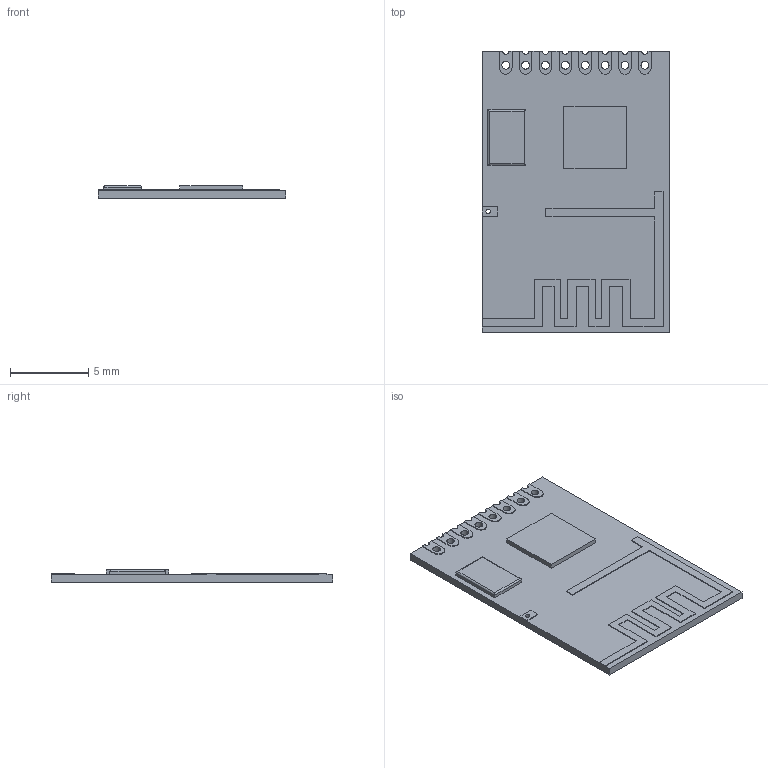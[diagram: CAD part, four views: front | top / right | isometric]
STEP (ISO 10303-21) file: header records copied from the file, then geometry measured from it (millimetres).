
FILE_DESCRIPTION (( 'STEP AP214' ), '1' );
FILE_NAME ('614A063A-11D3-4BC4-B840-66CCFDA0B9BD.STEP', '2023-09-15T01:57:01', ( '' ), ( '' ), 'SwSTEP 2.0', 'SolidWorks 2022', '' );
FILE_SCHEMA (( 'AUTOMOTIVE_DESIGN' ));
Length unit declared in the file: millimetre
Products named in the file (1): 614A063A-11D3-4BC4-B840-66CCFDA0B9BD
Bounding box: 12 x 18 x 0.8 mm (x, y, z)
Volume: 115.7 mm3; surface area: 480.1 mm2
Topology: 1 solids, 1 shells, 124 faces, 356 edges, 236 vertices
Faces by surface type: plane 86, cylinder 38
Entity records: 4392 total; most frequent: CARTESIAN_POINT 729, ORIENTED_EDGE 712, DIRECTION 670, EDGE_CURVE 356, VECTOR 284, LINE 284, VERTEX_POINT 236, AXIS2_PLACEMENT_3D 193
